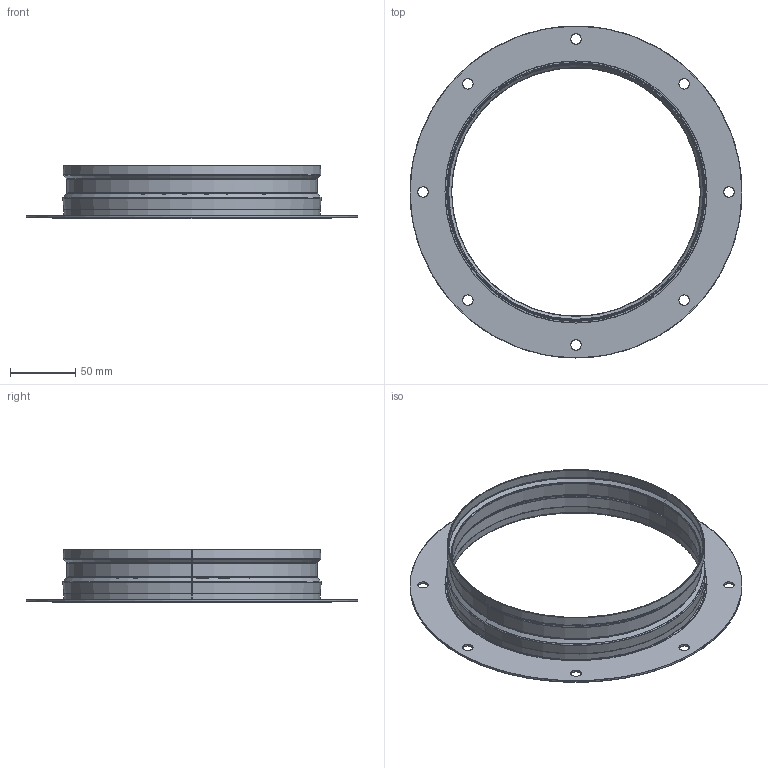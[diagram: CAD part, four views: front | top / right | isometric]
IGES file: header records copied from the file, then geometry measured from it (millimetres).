
Start section: SolidWorks IGES file using analytic representation for surfaces
Global section: file name: 5BO2100_Round Inlet adapter for AL200.IGS; native system: SolidWorks 2018; preprocessor: SolidWorks 2018; author: binatti; date: 220310.114341; units: millimetre
Bounding box: 255 x 255 x 41 mm (x, y, z)
Surface area: 104871.3 mm2 (no closed solid volume)
Topology: 0 solids, 0 shells, 75 faces, 1432 edges, 1432 vertices
Faces by surface type: revolution 46, bspline 29
